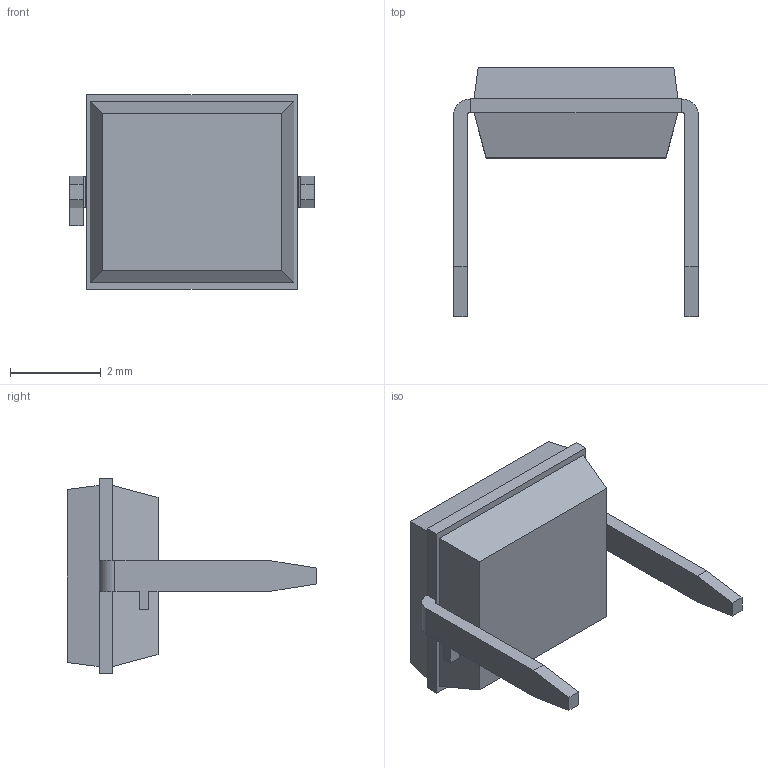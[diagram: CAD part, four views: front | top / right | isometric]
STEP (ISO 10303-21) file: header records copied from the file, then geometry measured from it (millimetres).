
FILE_DESCRIPTION (( 'STEP AP214' ), '1' );
FILE_NAME ('BPW34.STEP', '2020-07-03T06:19:54', ( '' ), ( '' ), 'SwSTEP 2.0', 'SolidWorks 2017', '' );
FILE_SCHEMA (( 'AUTOMOTIVE_DESIGN' ));
Length unit declared in the file: millimetre
Products named in the file (1): BPW34
Bounding box: 5.4 x 5.5 x 4.3 mm (x, y, z)
Volume: 35.8 mm3; surface area: 87.2 mm2
Topology: 3 solids, 3 shells, 44 faces, 108 edges, 72 vertices
Faces by surface type: plane 40, cylinder 4
Entity records: 1332 total; most frequent: CARTESIAN_POINT 225, ORIENTED_EDGE 216, DIRECTION 206, EDGE_CURVE 108, LINE 100, VECTOR 100, VERTEX_POINT 72, AXIS2_PLACEMENT_3D 53
